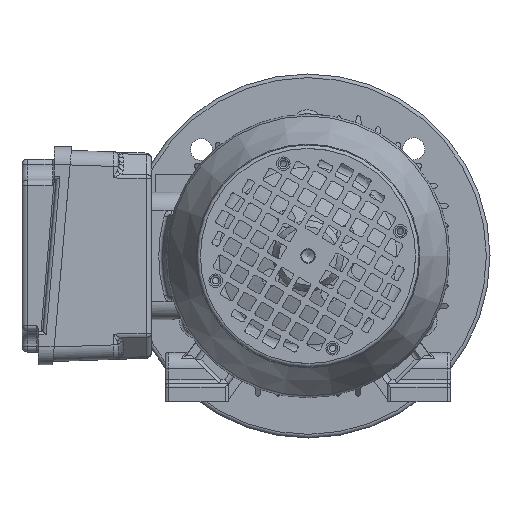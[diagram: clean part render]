
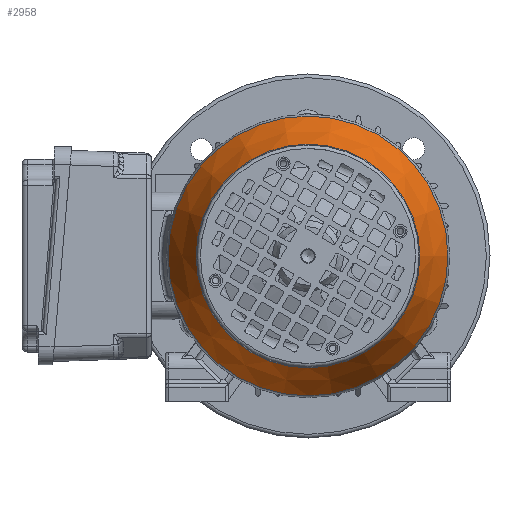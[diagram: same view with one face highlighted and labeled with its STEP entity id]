
A CAD part, front view. The second image highlights one B-rep face of the part: STEP entity #2958.
In plain terms, the highlighted conical face has half-angle 25 degrees and reference radius 77.91 mm.
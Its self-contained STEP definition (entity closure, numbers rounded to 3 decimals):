
#2958 = ADVANCED_FACE( '', ( #7568, #7569 ), #7570, .T. );
#7568 = FACE_OUTER_BOUND( '', #17720, .T. );
#7569 = FACE_BOUND( '', #17721, .T. );
#7570 = CONICAL_SURFACE( '', #17722, 77.91, 0.436 );
#17720 = EDGE_LOOP( '', ( #35224 ) );
#17721 = EDGE_LOOP( '', ( #35225 ) );
#17722 = AXIS2_PLACEMENT_3D( '', #35226, #35227, #35228 );
#35224 = ORIENTED_EDGE( '', *, *, #50673, .T. );
#35225 = ORIENTED_EDGE( '', *, *, #51154, .T. );
#35226 = CARTESIAN_POINT( '', ( 0., -30.502, 0. ) );
#35227 = DIRECTION( '', ( 0., 1., 0. ) );
#35228 = DIRECTION( '', ( -0.501, 0., -0.866 ) );
#50673 = EDGE_CURVE( '', #59427, #59427, #59428, .T. );
#51154 = EDGE_CURVE( '', #60179, #60179, #60180, .T. );
#59427 = VERTEX_POINT( '', #74212 );
#59428 = CIRCLE( '', #74213, 76.889 );
#60179 = VERTEX_POINT( '', #76273 );
#60180 = CIRCLE( '', #76274, 61.468 );
#74212 = CARTESIAN_POINT( '', ( 38.484, -32.692, 66.565 ) );
#74213 = AXIS2_PLACEMENT_3D( '', #92304, #92305, #92306 );
#76273 = CARTESIAN_POINT( '', ( -30.766, -65.761, -53.215 ) );
#76274 = AXIS2_PLACEMENT_3D( '', #92919, #92920, #92921 );
#92304 = CARTESIAN_POINT( '', ( 0., -32.692, 0. ) );
#92305 = DIRECTION( '', ( 0., -1., 0. ) );
#92306 = DIRECTION( '', ( 0.501, 0., 0.866 ) );
#92919 = CARTESIAN_POINT( '', ( 0., -65.761, 0. ) );
#92920 = DIRECTION( '', ( 0., 1., 0. ) );
#92921 = DIRECTION( '', ( -0.501, 0., -0.866 ) );
